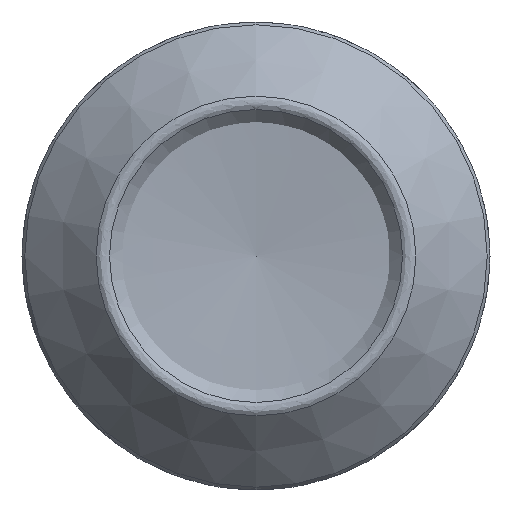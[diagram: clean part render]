
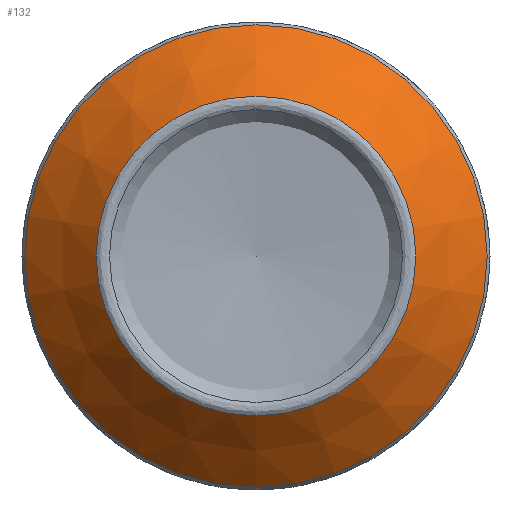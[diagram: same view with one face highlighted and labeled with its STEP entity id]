
A CAD part, left-side view. The second image highlights one B-rep face of the part: STEP entity #132.
In plain terms, the highlighted conical face has half-angle 45 degrees and reference radius 18.372 mm.
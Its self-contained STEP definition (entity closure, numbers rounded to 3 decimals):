
#132=ADVANCED_FACE('',(#169,#170),#160,.T.);
#160=CONICAL_SURFACE('',#442,18.372,45.);
#169=FACE_BOUND('',#202,.T.);
#170=FACE_BOUND('',#203,.T.);
#202=EDGE_LOOP('',(#246));
#203=EDGE_LOOP('',(#247));
#246=ORIENTED_EDGE('',*,*,#372,.F.);
#247=ORIENTED_EDGE('',*,*,#373,.T.);
#336=VERTEX_POINT('',#609);
#337=VERTEX_POINT('',#611);
#372=EDGE_CURVE('',#336,#336,#417,.T.);
#373=EDGE_CURVE('',#337,#337,#418,.T.);
#417=CIRCLE('',#440,12.7);
#418=CIRCLE('',#441,18.372);
#440=AXIS2_PLACEMENT_3D('',#608,#491,#492);
#441=AXIS2_PLACEMENT_3D('',#610,#493,#494);
#442=AXIS2_PLACEMENT_3D('',#612,#495,#496);
#491=DIRECTION('',(-1.,0.,0.));
#492=DIRECTION('',(0.,0.,1.));
#493=DIRECTION('',(-1.,0.,0.));
#494=DIRECTION('',(0.,0.,1.));
#495=DIRECTION('',(1.,0.,0.));
#496=DIRECTION('',(0.,0.,-1.));
#608=CARTESIAN_POINT('',(0.2,0.,0.));
#609=CARTESIAN_POINT('',(0.2,0.,12.7));
#610=CARTESIAN_POINT('',(5.872,0.,0.));
#611=CARTESIAN_POINT('',(5.872,0.,18.372));
#612=CARTESIAN_POINT('',(5.872,0.,0.));
